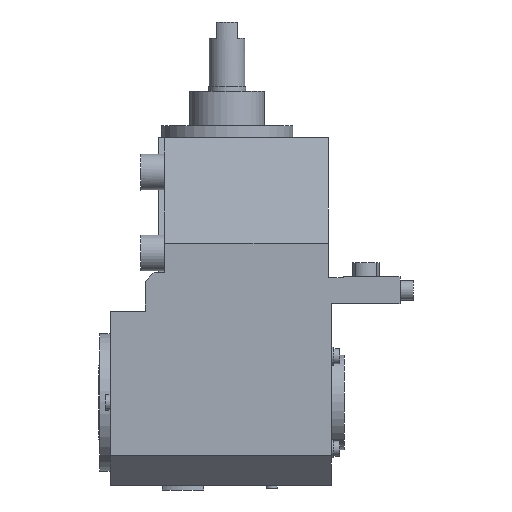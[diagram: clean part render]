
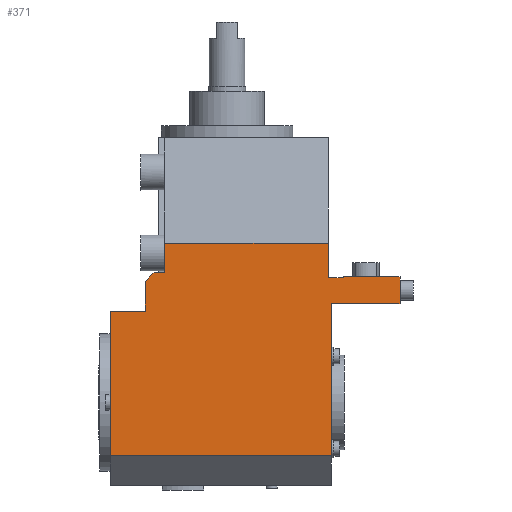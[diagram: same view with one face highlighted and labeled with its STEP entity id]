
A CAD part, front view. The second image highlights one B-rep face of the part: STEP entity #371.
In plain terms, the highlighted planar face has unit normal (0, -1, 0).
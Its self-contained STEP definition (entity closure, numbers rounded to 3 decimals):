
#80=FACE_OUTER_BOUND('',#644,.T.);
#146=LINE('',#2380,#259);
#147=LINE('',#2383,#260);
#155=LINE('',#2400,#268);
#159=LINE('',#2408,#272);
#161=LINE('',#2412,#274);
#162=LINE('',#2414,#275);
#163=LINE('',#2416,#276);
#164=LINE('',#2418,#277);
#165=LINE('',#2420,#278);
#166=LINE('',#2422,#279);
#167=LINE('',#2424,#280);
#168=LINE('',#2426,#281);
#169=LINE('',#2428,#282);
#170=LINE('',#2430,#283);
#171=LINE('',#2432,#284);
#172=LINE('',#2434,#285);
#259=VECTOR('',#1886,1.);
#260=VECTOR('',#1889,1.);
#268=VECTOR('',#1903,1.);
#272=VECTOR('',#1909,1.);
#274=VECTOR('',#1913,1.);
#275=VECTOR('',#1914,1.);
#276=VECTOR('',#1915,1.);
#277=VECTOR('',#1916,1.);
#278=VECTOR('',#1917,1.);
#279=VECTOR('',#1918,1.);
#280=VECTOR('',#1919,1.);
#281=VECTOR('',#1920,1.);
#282=VECTOR('',#1921,1.);
#283=VECTOR('',#1922,1.);
#284=VECTOR('',#1923,1.);
#285=VECTOR('',#1924,1.);
#371=ADVANCED_FACE('',(#80),#474,.F.);
#474=PLANE('',#1658);
#644=EDGE_LOOP('',(#852,#853,#854,#855,#856,#857,#858,#859,#860,#861,#862,
#863,#864,#865,#866,#867));
#852=ORIENTED_EDGE('',*,*,#1357,.F.);
#853=ORIENTED_EDGE('',*,*,#1374,.F.);
#854=ORIENTED_EDGE('',*,*,#1375,.F.);
#855=ORIENTED_EDGE('',*,*,#1376,.F.);
#856=ORIENTED_EDGE('',*,*,#1377,.F.);
#857=ORIENTED_EDGE('',*,*,#1378,.F.);
#858=ORIENTED_EDGE('',*,*,#1379,.F.);
#859=ORIENTED_EDGE('',*,*,#1380,.F.);
#860=ORIENTED_EDGE('',*,*,#1381,.F.);
#861=ORIENTED_EDGE('',*,*,#1382,.F.);
#862=ORIENTED_EDGE('',*,*,#1383,.F.);
#863=ORIENTED_EDGE('',*,*,#1384,.F.);
#864=ORIENTED_EDGE('',*,*,#1385,.F.);
#865=ORIENTED_EDGE('',*,*,#1372,.F.);
#866=ORIENTED_EDGE('',*,*,#1368,.T.);
#867=ORIENTED_EDGE('',*,*,#1359,.F.);
#1207=VERTEX_POINT('',#2379);
#1208=VERTEX_POINT('',#2381);
#1209=VERTEX_POINT('',#2384);
#1215=VERTEX_POINT('',#2401);
#1218=VERTEX_POINT('',#2409);
#1219=VERTEX_POINT('',#2413);
#1220=VERTEX_POINT('',#2415);
#1221=VERTEX_POINT('',#2417);
#1222=VERTEX_POINT('',#2419);
#1223=VERTEX_POINT('',#2421);
#1224=VERTEX_POINT('',#2423);
#1225=VERTEX_POINT('',#2425);
#1226=VERTEX_POINT('',#2427);
#1227=VERTEX_POINT('',#2429);
#1228=VERTEX_POINT('',#2431);
#1229=VERTEX_POINT('',#2433);
#1357=EDGE_CURVE('',#1207,#1208,#146,.T.);
#1359=EDGE_CURVE('',#1208,#1209,#147,.T.);
#1368=EDGE_CURVE('',#1215,#1209,#155,.T.);
#1372=EDGE_CURVE('',#1215,#1218,#159,.T.);
#1374=EDGE_CURVE('',#1219,#1207,#161,.T.);
#1375=EDGE_CURVE('',#1220,#1219,#162,.T.);
#1376=EDGE_CURVE('',#1221,#1220,#163,.T.);
#1377=EDGE_CURVE('',#1222,#1221,#164,.T.);
#1378=EDGE_CURVE('',#1223,#1222,#165,.T.);
#1379=EDGE_CURVE('',#1224,#1223,#166,.T.);
#1380=EDGE_CURVE('',#1225,#1224,#167,.T.);
#1381=EDGE_CURVE('',#1226,#1225,#168,.T.);
#1382=EDGE_CURVE('',#1227,#1226,#169,.T.);
#1383=EDGE_CURVE('',#1228,#1227,#170,.T.);
#1384=EDGE_CURVE('',#1229,#1228,#171,.T.);
#1385=EDGE_CURVE('',#1218,#1229,#172,.T.);
#1658=AXIS2_PLACEMENT_3D('',#2435,#1925,#1926);
#1886=DIRECTION('',(0.,0.,1.));
#1889=DIRECTION('',(0.,0.,1.));
#1903=DIRECTION('',(-1.,0.,0.));
#1909=DIRECTION('',(0.,0.,-1.));
#1913=DIRECTION('',(1.,0.,0.));
#1914=DIRECTION('',(0.707,0.,0.707));
#1915=DIRECTION('',(0.,0.,1.));
#1916=DIRECTION('',(1.,0.,0.));
#1917=DIRECTION('',(0.,0.,1.));
#1918=DIRECTION('',(-1.,0.,0.));
#1919=DIRECTION('',(0.,0.,-1.));
#1920=DIRECTION('',(-1.,0.,0.));
#1921=DIRECTION('',(0.,0.,-1.));
#1922=DIRECTION('',(1.,0.,0.));
#1923=DIRECTION('',(0.,0.,1.));
#1924=DIRECTION('',(1.,0.,0.));
#1925=DIRECTION('',(0.,1.,0.));
#1926=DIRECTION('',(0.,0.,1.));
#2379=CARTESIAN_POINT('',(-135.,-70.,3.));
#2380=CARTESIAN_POINT('',(-135.,-70.,22.591));
#2381=CARTESIAN_POINT('',(-135.,-70.,16.));
#2383=CARTESIAN_POINT('',(-135.,-70.,22.591));
#2384=CARTESIAN_POINT('',(-135.,-70.,22.591));
#2400=CARTESIAN_POINT('',(202.102,-70.,22.591));
#2401=CARTESIAN_POINT('',(-25.,-70.,22.591));
#2408=CARTESIAN_POINT('',(-25.,-70.,-0.5));
#2409=CARTESIAN_POINT('',(-25.,-70.,-0.5));
#2412=CARTESIAN_POINT('',(-142.,-70.,3.));
#2413=CARTESIAN_POINT('',(-142.,-70.,3.));
#2414=CARTESIAN_POINT('',(-148.,-70.,-3.));
#2415=CARTESIAN_POINT('',(-148.,-70.,-3.));
#2416=CARTESIAN_POINT('',(-148.,-70.,-23.));
#2417=CARTESIAN_POINT('',(-148.,-70.,-23.));
#2418=CARTESIAN_POINT('',(-171.5,-70.,-23.));
#2419=CARTESIAN_POINT('',(-171.5,-70.,-23.));
#2420=CARTESIAN_POINT('',(-171.5,-70.,-140.));
#2421=CARTESIAN_POINT('',(-171.5,-70.,-120.));
#2422=CARTESIAN_POINT('',(202.102,-70.,-120.));
#2423=CARTESIAN_POINT('',(-23.,-70.,-120.));
#2424=CARTESIAN_POINT('',(-23.,-70.,-18.));
#2425=CARTESIAN_POINT('',(-23.,-70.,-18.));
#2426=CARTESIAN_POINT('',(-23.,-70.,-18.));
#2427=CARTESIAN_POINT('',(23.,-70.,-18.));
#2428=CARTESIAN_POINT('',(23.,-70.,0.));
#2429=CARTESIAN_POINT('',(23.,-70.,0.));
#2430=CARTESIAN_POINT('',(23.,-70.,0.));
#2431=CARTESIAN_POINT('',(-15.,-70.,0.));
#2432=CARTESIAN_POINT('',(-15.,-70.,-0.5));
#2433=CARTESIAN_POINT('',(-15.,-70.,-0.5));
#2434=CARTESIAN_POINT('',(-25.,-70.,-0.5));
#2435=CARTESIAN_POINT('',(-139.,-70.,93.5));
